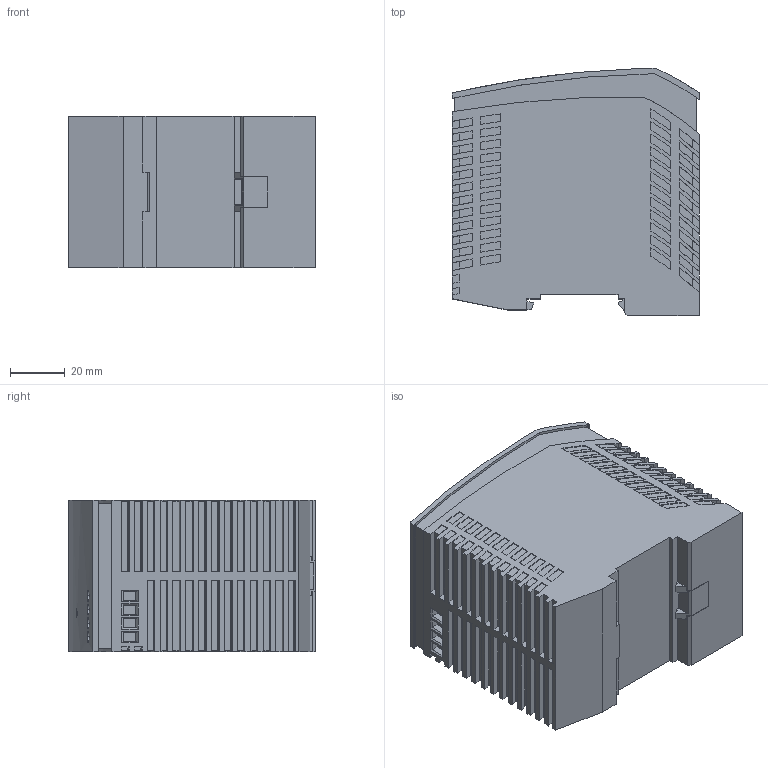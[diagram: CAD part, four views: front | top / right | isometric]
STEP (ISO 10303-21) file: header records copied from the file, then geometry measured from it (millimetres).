
FILE_DESCRIPTION(('STEP AP242'),'1');
FILE_NAME('39170.stp','2020-06-02T08:43:52',('TraceParts'),('TraceParts S.A.'),'Spatial InterOp 3D',' ',' ');
FILE_SCHEMA(('AP242_MANAGED_MODEL_BASED_3D_ENGINEERING_MIM_LF {1 0 10303 442 1 1 4}'));
Length unit declared in the file: millimetre
Products named in the file (1): 39170
Bounding box: 90.2 x 89.87 x 55 mm (x, y, z)
Volume: 396688.3 mm3; surface area: 43611.6 mm2
Topology: 1 solids, 1 shells, 771 faces, 2103 edges, 1392 vertices
Faces by surface type: plane 482, cylinder 281, extrusion 8
Entity records: 31145 total; most frequent: CARTESIAN_POINT 4849, DIRECTION 4247, ORIENTED_EDGE 4206, EDGE_CURVE 2103, VECTOR 1427, LINE 1419, AXIS2_PLACEMENT_3D 1410, VERTEX_POINT 1392
